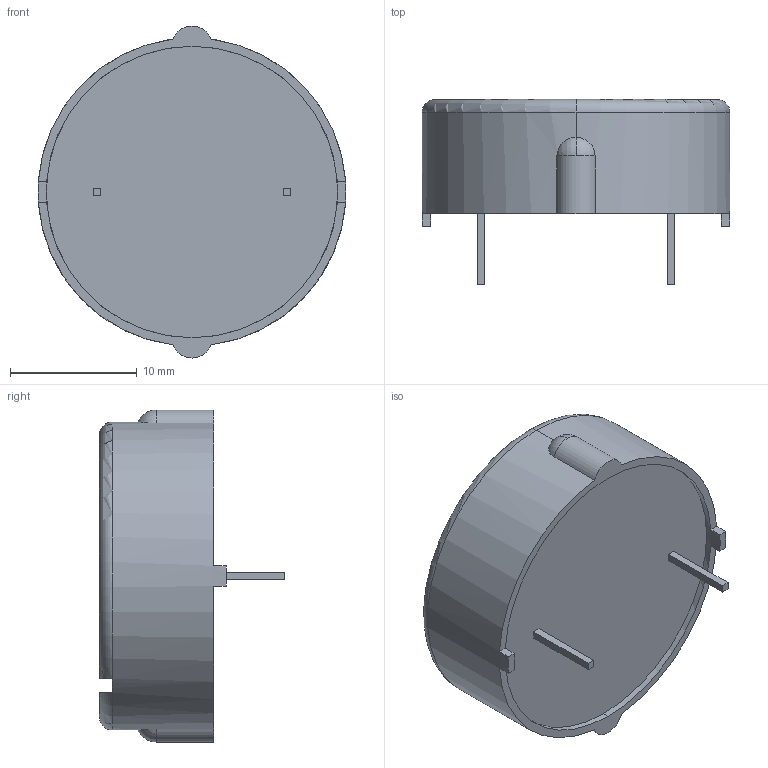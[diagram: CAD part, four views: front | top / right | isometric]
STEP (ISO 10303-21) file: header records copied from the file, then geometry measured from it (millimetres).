
FILE_DESCRIPTION (( 'STEP AP214' ), '1' );
FILE_NAME ('PKB24SPCH3601-B0.STEP', '2020-03-30T06:29:38', ( '' ), ( '' ), 'SwSTEP 2.0', 'SolidWorks 2017', '' );
FILE_SCHEMA (( 'AUTOMOTIVE_DESIGN' ));
Length unit declared in the file: millimetre
Products named in the file (1): PKB24SPCH3601-B0
Bounding box: 24.29 x 14.6 x 26.2 mm (x, y, z)
Volume: 3945.1 mm3; surface area: 1730.1 mm2
Topology: 3 solids, 3 shells, 62 faces, 148 edges, 96 vertices
Faces by surface type: plane 42, cylinder 13, sphere 4, torus 3
Entity records: 1923 total; most frequent: CARTESIAN_POINT 401, DIRECTION 311, ORIENTED_EDGE 296, EDGE_CURVE 148, AXIS2_PLACEMENT_3D 108, VERTEX_POINT 96, LINE 95, VECTOR 95
